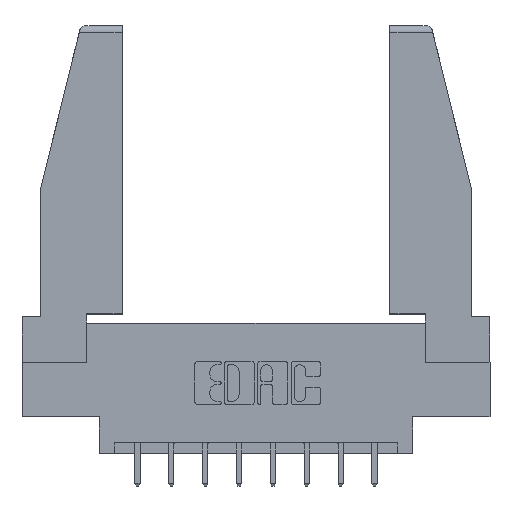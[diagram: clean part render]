
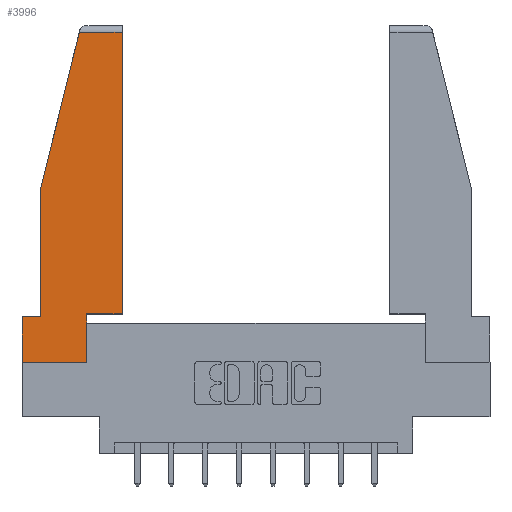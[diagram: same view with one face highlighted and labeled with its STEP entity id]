
A CAD part, top view. The second image highlights one B-rep face of the part: STEP entity #3996.
In plain terms, the highlighted planar face has unit normal (0, 0, 1).
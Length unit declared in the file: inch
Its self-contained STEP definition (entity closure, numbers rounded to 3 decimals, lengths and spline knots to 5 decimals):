
#48 = CARTESIAN_POINT ( 'NONE',  ( 0., 0.21, 0. ) ) ;
#287 = VECTOR ( 'NONE', #10382, 39.37008 ) ;
#455 = EDGE_CURVE ( 'NONE', #11628, #5156, #855, .T. ) ;
#781 = VECTOR ( 'NONE', #2708, 39.37008 ) ;
#806 = DIRECTION ( 'NONE',  ( 0., 0., 1. ) ) ;
#855 = LINE ( 'NONE', #7258, #7666 ) ;
#1050 = VERTEX_POINT ( 'NONE', #1934 ) ;
#1101 = CARTESIAN_POINT ( 'NONE',  ( 0., 0.21, 0. ) ) ;
#1135 = CARTESIAN_POINT ( 'NONE',  ( 0.086, 0.8, 0. ) ) ;
#1137 = VERTEX_POINT ( 'NONE', #5185 ) ;
#1248 = VERTEX_POINT ( 'NONE', #1101 ) ;
#1682 = CARTESIAN_POINT ( 'NONE',  ( 0.297, 0.223, 0. ) ) ;
#1934 = CARTESIAN_POINT ( 'NONE',  ( 0.461, 0.223, 0. ) ) ;
#1972 = VERTEX_POINT ( 'NONE', #9785 ) ;
#2220 = CARTESIAN_POINT ( 'NONE',  ( 0., 1.52, 0. ) ) ;
#2367 = LINE ( 'NONE', #8945, #12908 ) ;
#2529 = EDGE_CURVE ( 'NONE', #1137, #5143, #6487, .T. ) ;
#2590 = EDGE_CURVE ( 'NONE', #12228, #1248, #2367, .T. ) ;
#2658 = ORIENTED_EDGE ( 'NONE', *, *, #455, .T. ) ;
#2708 = DIRECTION ( 'NONE',  ( 1., 0., 0. ) ) ;
#3085 = VECTOR ( 'NONE', #11670, 39.37008 ) ;
#3789 = VECTOR ( 'NONE', #6879, 39.37008 ) ;
#3810 = PLANE ( 'NONE',  #7681 ) ;
#3944 = ORIENTED_EDGE ( 'NONE', *, *, #8061, .T. ) ;
#3996 = ADVANCED_FACE ( 'NONE', ( #10637 ), #3810, .T. ) ;
#4313 = ORIENTED_EDGE ( 'NONE', *, *, #8485, .T. ) ;
#4334 = DIRECTION ( 'NONE',  ( -1., 0., 0. ) ) ;
#4647 = DIRECTION ( 'NONE',  ( 0., 1., 0. ) ) ;
#4873 = CARTESIAN_POINT ( 'NONE',  ( 0.271, 1.55, 0. ) ) ;
#5143 = VERTEX_POINT ( 'NONE', #1135 ) ;
#5156 = VERTEX_POINT ( 'NONE', #11612 ) ;
#5185 = CARTESIAN_POINT ( 'NONE',  ( 0.2636, 1.52, 0. ) ) ;
#5287 = VECTOR ( 'NONE', #8091, 39.37008 ) ;
#5308 = EDGE_CURVE ( 'NONE', #5156, #1972, #9055, .T. ) ;
#5792 = LINE ( 'NONE', #10834, #3085 ) ;
#5933 = CARTESIAN_POINT ( 'NONE',  ( 0.086, 0.21, 0. ) ) ;
#5952 = VECTOR ( 'NONE', #4647, 39.37008 ) ;
#6061 = CARTESIAN_POINT ( 'NONE',  ( 0.461, 1.52, 0. ) ) ;
#6487 = LINE ( 'NONE', #4873, #3789 ) ;
#6615 = VECTOR ( 'NONE', #4334, 39.37008 ) ;
#6820 = LINE ( 'NONE', #1682, #781 ) ;
#6879 = DIRECTION ( 'NONE',  ( -0.239, -0.971, 0. ) ) ;
#6961 = ORIENTED_EDGE ( 'NONE', *, *, #5308, .T. ) ;
#7060 = LINE ( 'NONE', #12769, #5952 ) ;
#7126 = CARTESIAN_POINT ( 'NONE',  ( 0., 0., 0. ) ) ;
#7217 = ORIENTED_EDGE ( 'NONE', *, *, #12711, .T. ) ;
#7258 = CARTESIAN_POINT ( 'NONE',  ( 0., 0., 0. ) ) ;
#7385 = DIRECTION ( 'NONE',  ( 1., 0., 0. ) ) ;
#7666 = VECTOR ( 'NONE', #7385, 39.37008 ) ;
#7681 = AXIS2_PLACEMENT_3D ( 'NONE', #11993, #806, #8944 ) ;
#8061 = EDGE_CURVE ( 'NONE', #5143, #12228, #5792, .T. ) ;
#8064 = EDGE_CURVE ( 'NONE', #1050, #8553, #7060, .T. ) ;
#8091 = DIRECTION ( 'NONE',  ( 0., -1., 0. ) ) ;
#8323 = CARTESIAN_POINT ( 'NONE',  ( 0.297, 0., 0. ) ) ;
#8344 = ORIENTED_EDGE ( 'NONE', *, *, #2590, .T. ) ;
#8485 = EDGE_CURVE ( 'NONE', #1248, #11628, #13138, .T. ) ;
#8553 = VERTEX_POINT ( 'NONE', #6061 ) ;
#8944 = DIRECTION ( 'NONE',  ( 1., 0., 0. ) ) ;
#8945 = CARTESIAN_POINT ( 'NONE',  ( 0., 0.21, 0. ) ) ;
#9055 = LINE ( 'NONE', #8323, #287 ) ;
#9315 = LINE ( 'NONE', #2220, #6615 ) ;
#9499 = ORIENTED_EDGE ( 'NONE', *, *, #10298, .T. ) ;
#9785 = CARTESIAN_POINT ( 'NONE',  ( 0.297, 0.223, 0. ) ) ;
#9825 = DIRECTION ( 'NONE',  ( -1., 0., 0. ) ) ;
#9950 = ORIENTED_EDGE ( 'NONE', *, *, #8064, .T. ) ;
#10076 = EDGE_LOOP ( 'NONE', ( #9950, #7217, #11564, #3944, #8344, #4313, #2658, #6961, #9499 ) ) ;
#10298 = EDGE_CURVE ( 'NONE', #1972, #1050, #6820, .T. ) ;
#10382 = DIRECTION ( 'NONE',  ( 0., 1., 0. ) ) ;
#10637 = FACE_OUTER_BOUND ( 'NONE', #10076, .T. ) ;
#10834 = CARTESIAN_POINT ( 'NONE',  ( 0.086, 0.8, 0. ) ) ;
#11564 = ORIENTED_EDGE ( 'NONE', *, *, #2529, .T. ) ;
#11612 = CARTESIAN_POINT ( 'NONE',  ( 0.297, 0., 0. ) ) ;
#11628 = VERTEX_POINT ( 'NONE', #7126 ) ;
#11670 = DIRECTION ( 'NONE',  ( 0., -1., 0. ) ) ;
#11993 = CARTESIAN_POINT ( 'NONE',  ( 0., 0., 0. ) ) ;
#12228 = VERTEX_POINT ( 'NONE', #5933 ) ;
#12711 = EDGE_CURVE ( 'NONE', #8553, #1137, #9315, .T. ) ;
#12769 = CARTESIAN_POINT ( 'NONE',  ( 0.461, 0.223, 0. ) ) ;
#12908 = VECTOR ( 'NONE', #9825, 39.37008 ) ;
#13138 = LINE ( 'NONE', #48, #5287 ) ;
